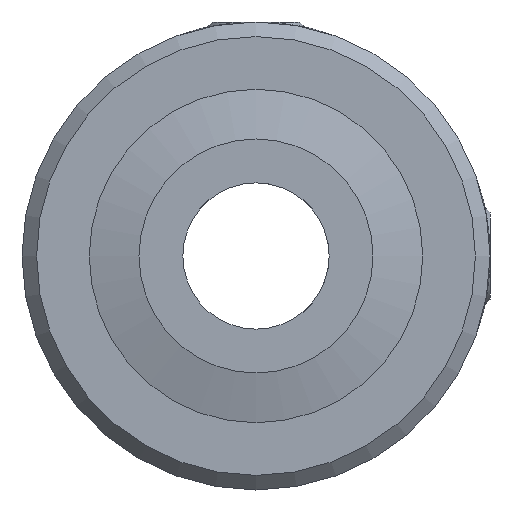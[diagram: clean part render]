
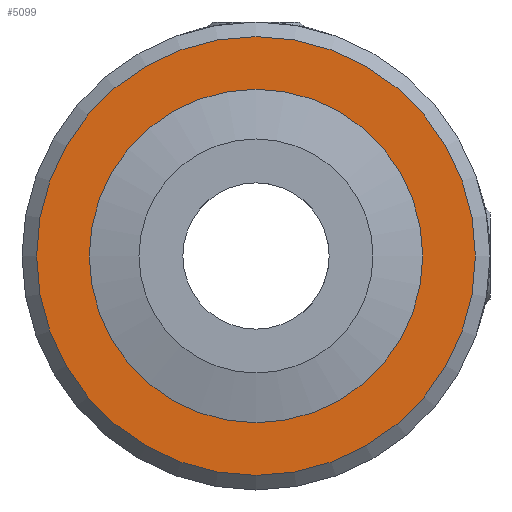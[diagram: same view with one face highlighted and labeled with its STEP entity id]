
A CAD part, front view. The second image highlights one B-rep face of the part: STEP entity #5099.
In plain terms, the highlighted planar face has unit normal (0, -1, 0).
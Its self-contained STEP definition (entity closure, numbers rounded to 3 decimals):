
#3405 = CONICAL_SURFACE('',#3406,8.,0.785);
#3406 = AXIS2_PLACEMENT_3D('',#3407,#3408,#3409);
#3407 = CARTESIAN_POINT('',(0.,-23.5,0.));
#3408 = DIRECTION('',(0.,1.,0.));
#3409 = DIRECTION('',(1.,0.,0.));
#4509 = VERTEX_POINT('',#4510);
#4510 = CARTESIAN_POINT('',(7.5,-24.,0.));
#4531 = EDGE_CURVE('',#4509,#4509,#4532,.T.);
#4532 = SURFACE_CURVE('',#4533,(#4538,#4545),.PCURVE_S1.);
#4533 = CIRCLE('',#4534,7.5);
#4534 = AXIS2_PLACEMENT_3D('',#4535,#4536,#4537);
#4535 = CARTESIAN_POINT('',(0.,-24.,0.));
#4536 = DIRECTION('',(0.,-1.,0.));
#4537 = DIRECTION('',(1.,0.,0.));
#4538 = PCURVE('',#3405,#4539);
#4539 = DEFINITIONAL_REPRESENTATION('',(#4540),#4544);
#4540 = LINE('',#4541,#4542);
#4541 = CARTESIAN_POINT('',(-0.,-0.5));
#4542 = VECTOR('',#4543,1.);
#4543 = DIRECTION('',(-1.,-0.));
#4544 = ( GEOMETRIC_REPRESENTATION_CONTEXT(2) 
PARAMETRIC_REPRESENTATION_CONTEXT() REPRESENTATION_CONTEXT('2D SPACE',''
  ) );
#4545 = PCURVE('',#4546,#4551);
#4546 = PLANE('',#4547);
#4547 = AXIS2_PLACEMENT_3D('',#4548,#4549,#4550);
#4548 = CARTESIAN_POINT('',(0.,-24.,0.));
#4549 = DIRECTION('',(-0.,-1.,-0.));
#4550 = DIRECTION('',(1.,0.,0.));
#4551 = DEFINITIONAL_REPRESENTATION('',(#4552),#4556);
#4552 = CIRCLE('',#4553,7.5);
#4553 = AXIS2_PLACEMENT_2D('',#4554,#4555);
#4554 = CARTESIAN_POINT('',(0.,0.));
#4555 = DIRECTION('',(1.,0.));
#4556 = ( GEOMETRIC_REPRESENTATION_CONTEXT(2) 
PARAMETRIC_REPRESENTATION_CONTEXT() REPRESENTATION_CONTEXT('2D SPACE',''
  ) );
#5099 = ADVANCED_FACE('',(#5100,#5103),#4546,.T.);
#5100 = FACE_BOUND('',#5101,.T.);
#5101 = EDGE_LOOP('',(#5102));
#5102 = ORIENTED_EDGE('',*,*,#4531,.T.);
#5103 = FACE_BOUND('',#5104,.T.);
#5104 = EDGE_LOOP('',(#5105));
#5105 = ORIENTED_EDGE('',*,*,#5106,.F.);
#5106 = EDGE_CURVE('',#5107,#5107,#5109,.T.);
#5107 = VERTEX_POINT('',#5108);
#5108 = CARTESIAN_POINT('',(5.7,-24.,0.));
#5109 = SURFACE_CURVE('',#5110,(#5115,#5122),.PCURVE_S1.);
#5110 = CIRCLE('',#5111,5.7);
#5111 = AXIS2_PLACEMENT_3D('',#5112,#5113,#5114);
#5112 = CARTESIAN_POINT('',(0.,-24.,0.));
#5113 = DIRECTION('',(0.,-1.,0.));
#5114 = DIRECTION('',(1.,0.,0.));
#5115 = PCURVE('',#4546,#5116);
#5116 = DEFINITIONAL_REPRESENTATION('',(#5117),#5121);
#5117 = CIRCLE('',#5118,5.7);
#5118 = AXIS2_PLACEMENT_2D('',#5119,#5120);
#5119 = CARTESIAN_POINT('',(0.,0.));
#5120 = DIRECTION('',(1.,0.));
#5121 = ( GEOMETRIC_REPRESENTATION_CONTEXT(2) 
PARAMETRIC_REPRESENTATION_CONTEXT() REPRESENTATION_CONTEXT('2D SPACE',''
  ) );
#5122 = PCURVE('',#5123,#5128);
#5123 = CONICAL_SURFACE('',#5124,5.7,1.34);
#5124 = AXIS2_PLACEMENT_3D('',#5125,#5126,#5127);
#5125 = CARTESIAN_POINT('',(0.,-24.,0.));
#5126 = DIRECTION('',(0.,1.,0.));
#5127 = DIRECTION('',(1.,0.,0.));
#5128 = DEFINITIONAL_REPRESENTATION('',(#5129),#5133);
#5129 = LINE('',#5130,#5131);
#5130 = CARTESIAN_POINT('',(-0.,-0.));
#5131 = VECTOR('',#5132,1.);
#5132 = DIRECTION('',(-1.,-0.));
#5133 = ( GEOMETRIC_REPRESENTATION_CONTEXT(2) 
PARAMETRIC_REPRESENTATION_CONTEXT() REPRESENTATION_CONTEXT('2D SPACE',''
  ) );
